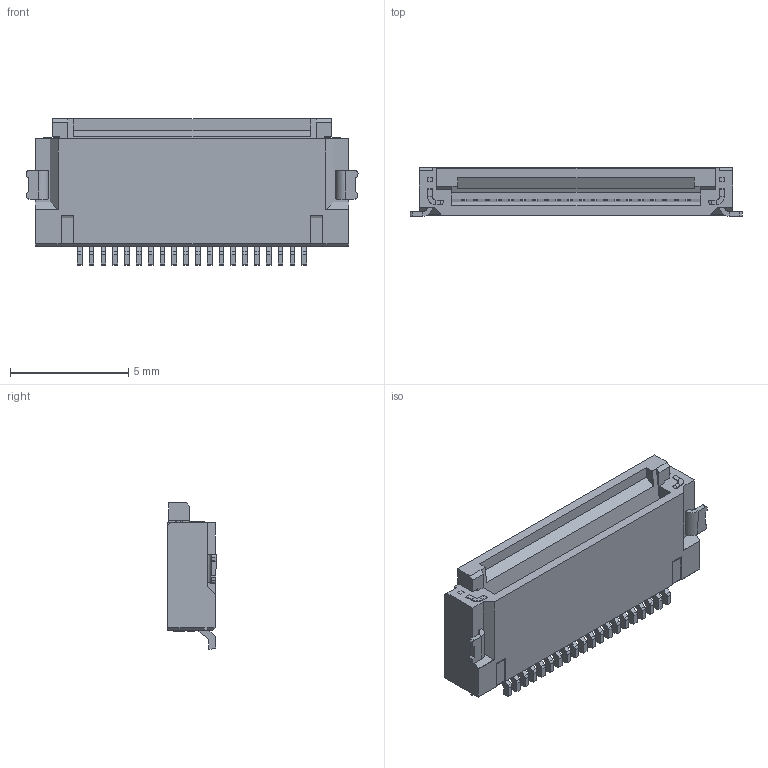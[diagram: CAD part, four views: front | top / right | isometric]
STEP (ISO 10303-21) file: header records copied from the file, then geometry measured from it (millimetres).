
FILE_DESCRIPTION (( 'STEP AP203' ), '1' );
FILE_NAME ('HF601-20-02-VE.STEP', '2015-07-30T01:11:31', ( 'DELL-T3500' ), ( 'Microsoft' ), 'SwSTEP 2.0', 'SolidWorks 2014', '' );
FILE_SCHEMA (( 'CONFIG_CONTROL_DESIGN' ));
Length unit declared in the file: millimetre
Products named in the file (1): HF601-20-02-VE
Bounding box: 14.05 x 2.05 x 6.2 mm (x, y, z)
Volume: 101.7 mm3; surface area: 335 mm2
Topology: 1 solids, 1 shells, 908 faces, 2556 edges, 1696 vertices
Faces by surface type: plane 745, cylinder 163
Entity records: 29133 total; most frequent: CARTESIAN_POINT 5317, ORIENTED_EDGE 5112, DIRECTION 4646, EDGE_CURVE 2556, VECTOR 2180, LINE 2180, VERTEX_POINT 1696, AXIS2_PLACEMENT_3D 1233
